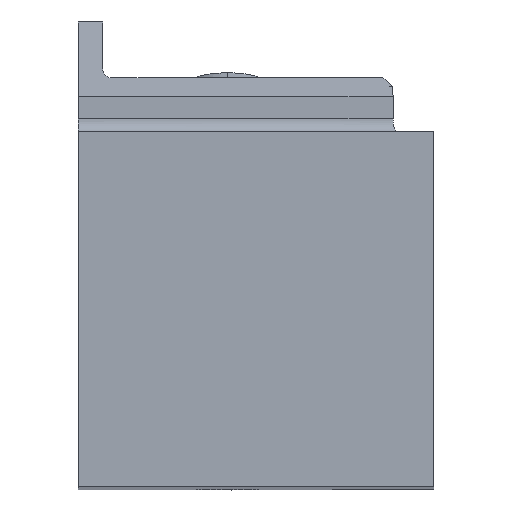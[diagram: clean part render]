
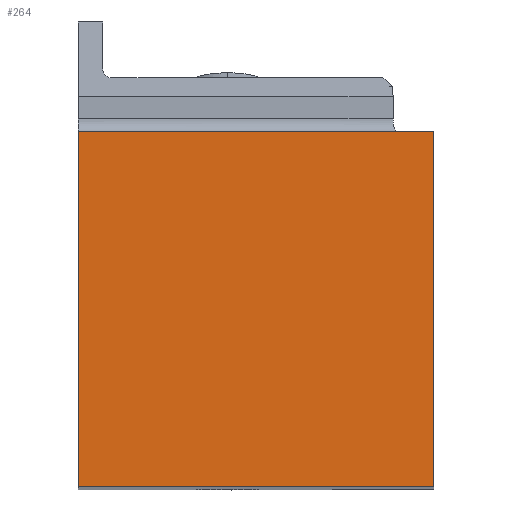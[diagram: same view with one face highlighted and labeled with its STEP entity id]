
A CAD part, top view. The second image highlights one B-rep face of the part: STEP entity #264.
In plain terms, the highlighted planar face has unit normal (0, 0, 1).
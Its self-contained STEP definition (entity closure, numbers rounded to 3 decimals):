
#264=ADVANCED_FACE('',(#386),#338,.T.);
#338=PLANE('',#1887);
#386=FACE_OUTER_BOUND('',#474,.T.);
#474=EDGE_LOOP('',(#762,#763,#764,#765));
#762=ORIENTED_EDGE('',*,*,#1336,.F.);
#763=ORIENTED_EDGE('',*,*,#1330,.T.);
#764=ORIENTED_EDGE('',*,*,#1217,.F.);
#765=ORIENTED_EDGE('',*,*,#1342,.T.);
#1044=VERTEX_POINT('',#2520);
#1045=VERTEX_POINT('',#2522);
#1126=VERTEX_POINT('',#2801);
#1130=VERTEX_POINT('',#2813);
#1217=EDGE_CURVE('',#1044,#1045,#1474,.T.);
#1330=EDGE_CURVE('',#1126,#1045,#1544,.T.);
#1336=EDGE_CURVE('',#1126,#1130,#1547,.T.);
#1342=EDGE_CURVE('',#1044,#1130,#1552,.T.);
#1474=LINE('',#2521,#1606);
#1544=LINE('',#2800,#1676);
#1547=LINE('',#2812,#1679);
#1552=LINE('',#2824,#1684);
#1606=VECTOR('',#2013,1.);
#1676=VECTOR('',#2217,1.);
#1679=VECTOR('',#2230,1.);
#1684=VECTOR('',#2243,1.);
#1887=AXIS2_PLACEMENT_3D('',#2826,#2246,#2247);
#2013=DIRECTION('',(0.,-1.,0.));
#2217=DIRECTION('',(1.,0.,0.));
#2230=DIRECTION('',(0.,1.,0.));
#2243=DIRECTION('',(-1.,0.,0.));
#2246=DIRECTION('',(0.,0.,1.));
#2247=DIRECTION('',(1.,0.,0.));
#2520=CARTESIAN_POINT('',(0.,19.05,0.));
#2521=CARTESIAN_POINT('',(0.,19.05,0.));
#2522=CARTESIAN_POINT('',(0.,0.,0.));
#2800=CARTESIAN_POINT('',(-19.05,0.,0.));
#2801=CARTESIAN_POINT('',(-19.05,0.,0.));
#2812=CARTESIAN_POINT('',(-19.05,0.,0.));
#2813=CARTESIAN_POINT('',(-19.05,19.05,0.));
#2824=CARTESIAN_POINT('',(0.,19.05,0.));
#2826=CARTESIAN_POINT('',(-9.525,9.525,0.));
